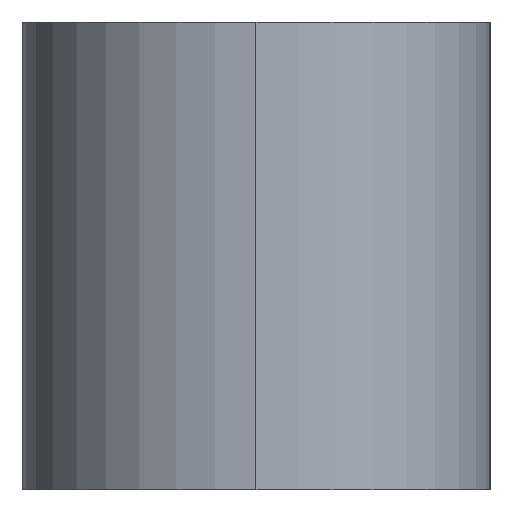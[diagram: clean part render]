
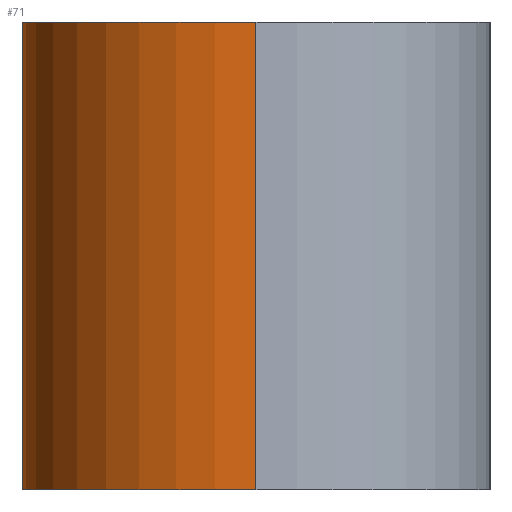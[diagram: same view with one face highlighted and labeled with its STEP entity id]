
A CAD part, left-side view. The second image highlights one B-rep face of the part: STEP entity #71.
In plain terms, the highlighted cylindrical face has radius 5 mm (diameter 10 mm), a partial arc.
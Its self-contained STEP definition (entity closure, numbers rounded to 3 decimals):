
#71=ADVANCED_FACE('',(#88),#89,.T.);
#88=FACE_OUTER_BOUND('',#108,.T.);
#89=CYLINDRICAL_SURFACE('',#109,5.0);
#108=EDGE_LOOP('',(#158,#159,#160,#161));
#109=AXIS2_PLACEMENT_3D('',#162,#163,#164);
#158=ORIENTED_EDGE('',*,*,#194,.F.);
#159=ORIENTED_EDGE('',*,*,#195,.F.);
#160=ORIENTED_EDGE('',*,*,#196,.F.);
#161=ORIENTED_EDGE('',*,*,#197,.F.);
#162=CARTESIAN_POINT('',(0.0,0.0,0.0));
#163=DIRECTION('',(-0.0,-0.0,-1.0));
#164=DIRECTION('',(1.0,0.0,0.0));
#194=EDGE_CURVE('',#220,#221,#222,.T.);
#195=EDGE_CURVE('',#223,#220,#224,.T.);
#196=EDGE_CURVE('',#225,#223,#226,.T.);
#197=EDGE_CURVE('',#221,#225,#227,.T.);
#220=VERTEX_POINT('',#262);
#221=VERTEX_POINT('',#263);
#222=LINE('',#264,#265);
#223=VERTEX_POINT('',#266);
#224=CIRCLE('',#267,5.0);
#225=VERTEX_POINT('',#268);
#226=LINE('',#269,#270);
#227=CIRCLE('',#271,5.0);
#262=CARTESIAN_POINT('',(5.0,0.0,-5.0));
#263=CARTESIAN_POINT('',(5.0,0.0,5.0));
#264=CARTESIAN_POINT('',(5.0,0.,0.0));
#265=VECTOR('',#286,1.0);
#266=CARTESIAN_POINT('',(-5.0,0.,-5.0));
#267=AXIS2_PLACEMENT_3D('',#287,#288,#289);
#268=CARTESIAN_POINT('',(-5.0,0.,5.0));
#269=CARTESIAN_POINT('',(-5.0,0.,0.0));
#270=VECTOR('',#290,1.0);
#271=AXIS2_PLACEMENT_3D('',#291,#292,#293);
#286=DIRECTION('',(0.0,0.0,1.0));
#287=CARTESIAN_POINT('',(0.0,0.0,-5.0));
#288=DIRECTION('',(0.0,0.0,-1.0));
#289=DIRECTION('',(1.0,0.0,0.0));
#290=DIRECTION('',(-0.0,-0.0,-1.0));
#291=CARTESIAN_POINT('',(0.0,0.0,5.0));
#292=DIRECTION('',(0.0,0.0,1.0));
#293=DIRECTION('',(1.0,0.0,0.0));
